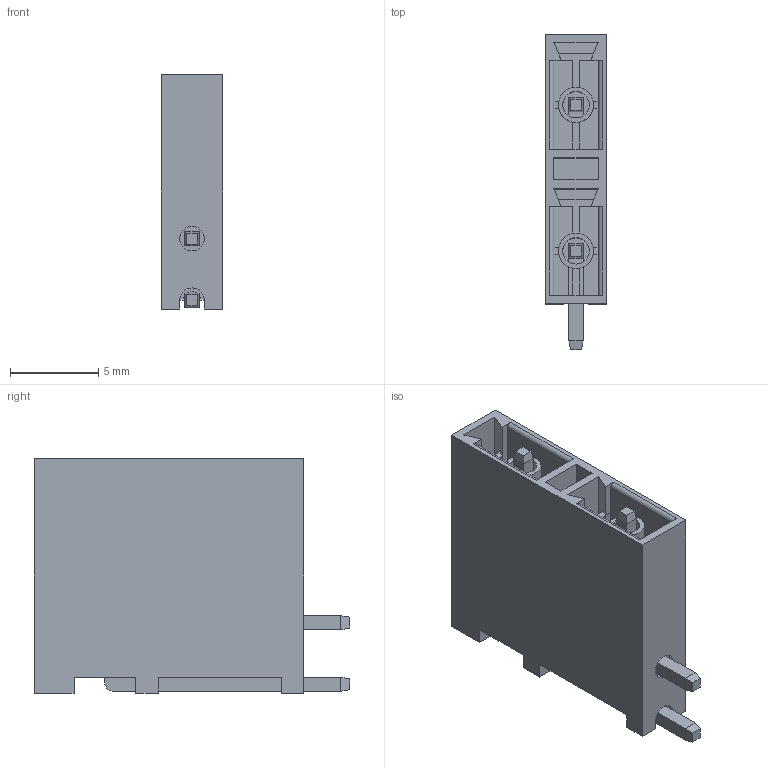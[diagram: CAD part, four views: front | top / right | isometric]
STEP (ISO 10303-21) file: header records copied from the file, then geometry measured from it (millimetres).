
FILE_DESCRIPTION (( 'STEP AP214' ), '1' );
FILE_NAME ('link_3.5_2x1.STEP', '2024-08-08T19:13:32', ( '' ), ( '' ), 'SwSTEP 2.0', 'SolidWorks 2020', '' );
FILE_SCHEMA (( 'AUTOMOTIVE_DESIGN' ));
Length unit declared in the file: millimetre
Products named in the file (1): link_3.5_2x1
Bounding box: 3.5 x 17.9 x 13.3 mm (x, y, z)
Volume: 413.3 mm3; surface area: 1802.9 mm2
Topology: 15 solids, 15 shells, 182 faces, 426 edges, 278 vertices
Faces by surface type: plane 155, cylinder 27
Entity records: 5759 total; most frequent: CARTESIAN_POINT 890, DIRECTION 853, ORIENTED_EDGE 852, EDGE_CURVE 426, LINE 363, VECTOR 363, VERTEX_POINT 278, AXIS2_PLACEMENT_3D 245
